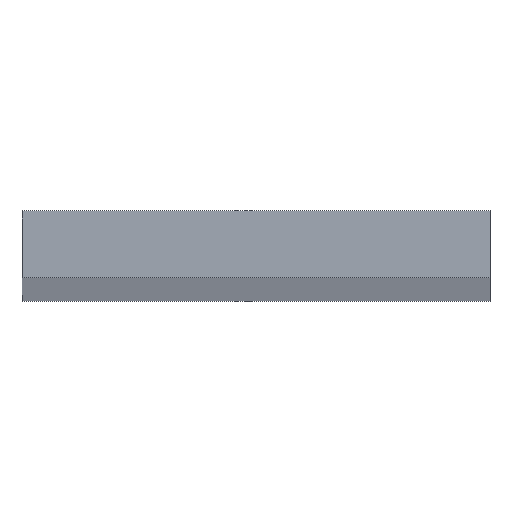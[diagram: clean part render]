
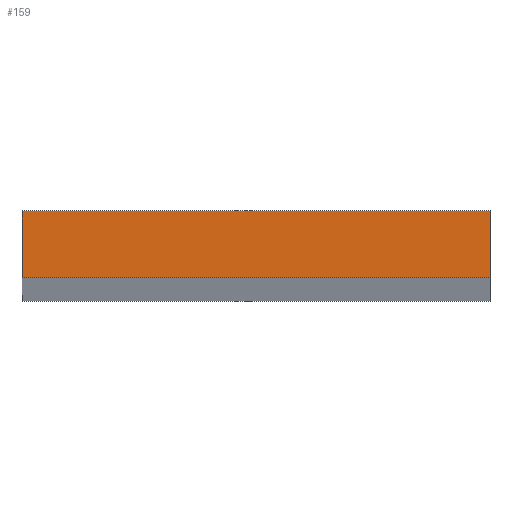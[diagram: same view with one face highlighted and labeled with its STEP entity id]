
A CAD part, top view. The second image highlights one B-rep face of the part: STEP entity #159.
In plain terms, the highlighted planar face has unit normal (0, 0, 1).
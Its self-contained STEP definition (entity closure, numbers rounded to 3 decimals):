
#17 = FACE_OUTER_BOUND ( 'NONE', #113, .T. ) ;
#18 = VECTOR ( 'NONE', #194, 1000. ) ;
#19 = VECTOR ( 'NONE', #124, 1000. ) ;
#26 = AXIS2_PLACEMENT_3D ( 'NONE', #64, #55, #56 ) ;
#27 = VECTOR ( 'NONE', #69, 1000. ) ;
#52 = VECTOR ( 'NONE', #57, 1000. ) ;
#55 = DIRECTION ( 'NONE',  ( 0., 0., 1. ) ) ;
#56 = DIRECTION ( 'NONE',  ( 1., 0., 0. ) ) ;
#57 = DIRECTION ( 'NONE',  ( -1., 0., 0. ) ) ;
#60 = LINE ( 'NONE', #76, #52 ) ;
#64 = CARTESIAN_POINT ( 'NONE',  ( 0., 0., 500. ) ) ;
#68 = VERTEX_POINT ( 'NONE', #129 ) ;
#69 = DIRECTION ( 'NONE',  ( 1., 0., 0. ) ) ;
#73 = CARTESIAN_POINT ( 'NONE',  ( -17.5, -2.5, 500. ) ) ;
#76 = CARTESIAN_POINT ( 'NONE',  ( -17.5, 2.5, 500. ) ) ;
#78 = VERTEX_POINT ( 'NONE', #131 ) ;
#81 = LINE ( 'NONE', #73, #27 ) ;
#93 = ORIENTED_EDGE ( 'NONE', *, *, #167, .T. ) ;
#94 = ORIENTED_EDGE ( 'NONE', *, *, #151, .T. ) ;
#95 = ORIENTED_EDGE ( 'NONE', *, *, #144, .T. ) ;
#97 = ORIENTED_EDGE ( 'NONE', *, *, #157, .T. ) ;
#113 = EDGE_LOOP ( 'NONE', ( #95, #94, #93, #97 ) ) ;
#115 = VERTEX_POINT ( 'NONE', #132 ) ;
#118 = PLANE ( 'NONE',  #26 ) ;
#120 = LINE ( 'NONE', #125, #19 ) ;
#124 = DIRECTION ( 'NONE',  ( 0., -1., 0. ) ) ;
#125 = CARTESIAN_POINT ( 'NONE',  ( -17.5, 2.5, 500. ) ) ;
#126 = VERTEX_POINT ( 'NONE', #128 ) ;
#128 = CARTESIAN_POINT ( 'NONE',  ( 17.5, 2.5, 500. ) ) ;
#129 = CARTESIAN_POINT ( 'NONE',  ( 17.5, -2.5, 500. ) ) ;
#131 = CARTESIAN_POINT ( 'NONE',  ( -17.5, -2.5, 500. ) ) ;
#132 = CARTESIAN_POINT ( 'NONE',  ( -17.5, 2.5, 500. ) ) ;
#144 = EDGE_CURVE ( 'NONE', #115, #78, #120, .T. ) ;
#151 = EDGE_CURVE ( 'NONE', #78, #68, #81, .T. ) ;
#157 = EDGE_CURVE ( 'NONE', #126, #115, #60, .T. ) ;
#159 = ADVANCED_FACE ( 'NONE', ( #17 ), #118, .T. ) ;
#167 = EDGE_CURVE ( 'NONE', #68, #126, #192, .T. ) ;
#192 = LINE ( 'NONE', #193, #18 ) ;
#193 = CARTESIAN_POINT ( 'NONE',  ( 17.5, 2.5, 500. ) ) ;
#194 = DIRECTION ( 'NONE',  ( 0., 1., 0. ) ) ;
